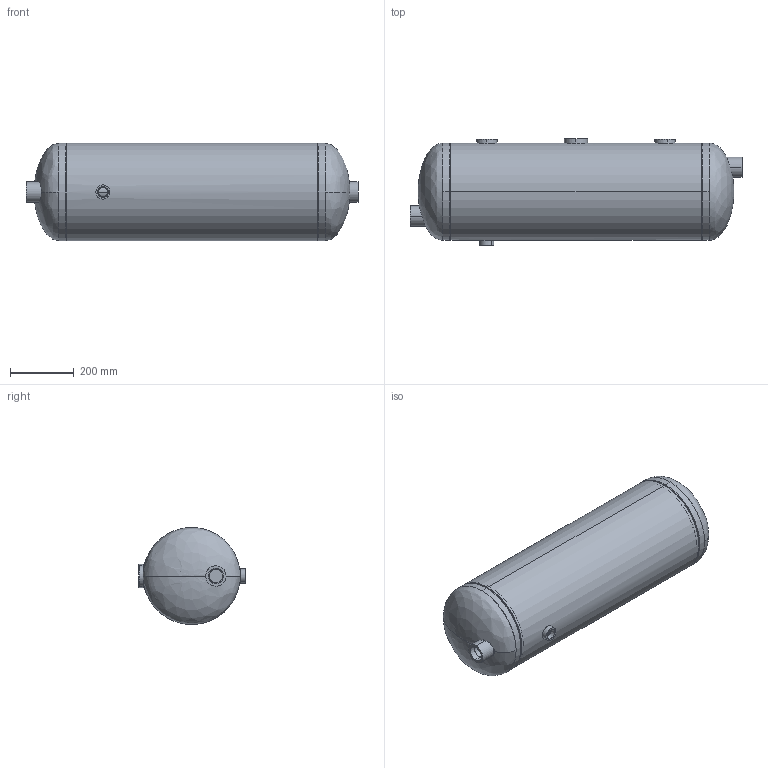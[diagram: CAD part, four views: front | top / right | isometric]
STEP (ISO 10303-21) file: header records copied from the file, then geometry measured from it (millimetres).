
FILE_DESCRIPTION (( 'STEP AP203' ), '1' );
FILE_NAME ('FTA-18.STEP', '2021-03-17T17:18:33', ( '' ), ( '' ), 'SwSTEP 2.0', 'SolidWorks 2021', '' );
FILE_SCHEMA (( 'CONFIG_CONTROL_DESIGN' ));
Length unit declared in the file: inch
Products named in the file (12): 9500070; Couplings_9500565; 9200040; 9421130; 9301050_4.0625; 9301054_7727K327; 9307150; 99B0882_Default1; FTA-18; 9500080; 9500050
Assembly tree (13 placements, depth 2):
  FTA-18
    99B0882_Default1
    9200040
    9200040
    9500050
    9500070  x2
    9500080
    Couplings_9500565  x2
    9301050_4.0625
    9301054_7727K327
    9307150
    9421130
Bounding box: 1041.4 x 333.98 x 304.8 mm (x, y, z)
Volume: 3162643.9 mm3; surface area: 2318906.6 mm2
Topology: 13 solids, 13 shells, 487 faces, 1134 edges, 654 vertices
Faces by surface type: cone 238, cylinder 164, plane 37, torus 28, bspline 20
Entity records: 21465 total; most frequent: CARTESIAN_POINT 9598, DIRECTION 2286, ORIENTED_EDGE 2156, EDGE_CURVE 1078, AXIS2_PLACEMENT_3D 937, VERTEX_POINT 622, EDGE_LOOP 514, CIRCLE 478
